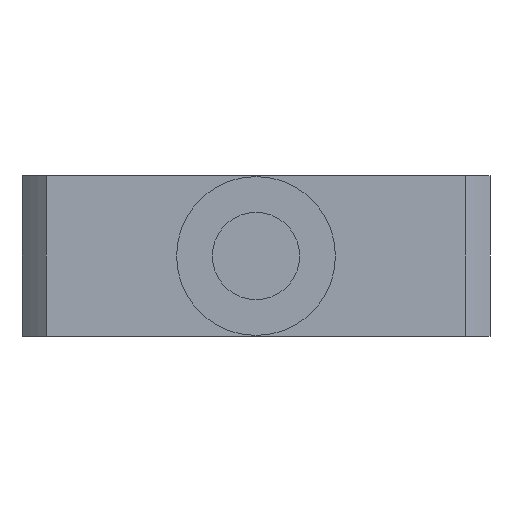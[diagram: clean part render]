
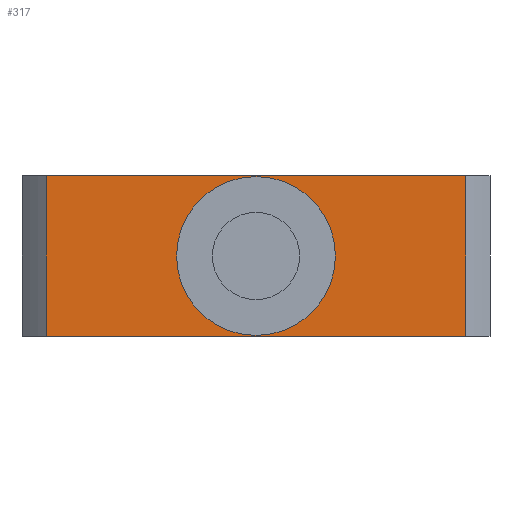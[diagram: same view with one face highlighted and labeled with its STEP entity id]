
A CAD part, left-side view. The second image highlights one B-rep face of the part: STEP entity #317.
In plain terms, the highlighted planar face has unit normal (-1, 0, 0).
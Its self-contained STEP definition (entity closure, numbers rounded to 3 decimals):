
#3 = CARTESIAN_POINT ( 'NONE',  ( -67., -22.75, 23. ) ) ;
#4 = CARTESIAN_POINT ( 'NONE',  ( -67., 22.75, 23. ) ) ;
#29 = CARTESIAN_POINT ( 'NONE',  ( -67., 60.092, 0. ) ) ;
#107 = DIRECTION ( 'NONE',  ( 0., 0., 1. ) ) ;
#111 = DIRECTION ( 'NONE',  ( 0., -1., 0. ) ) ;
#124 = CARTESIAN_POINT ( 'NONE',  ( -67., -60.092, 46. ) ) ;
#125 = CARTESIAN_POINT ( 'NONE',  ( -67., 60.092, 0. ) ) ;
#171 = CARTESIAN_POINT ( 'NONE',  ( -67., -60.092, 0. ) ) ;
#187 = CARTESIAN_POINT ( 'NONE',  ( -67., -67., 0. ) ) ;
#206 = CARTESIAN_POINT ( 'NONE',  ( -67., 60.092, 46. ) ) ;
#264 = AXIS2_PLACEMENT_3D ( 'NONE', #1212, #1219, #1225 ) ;
#317 = ADVANCED_FACE ( 'NONE', ( #521, #526 ), #1173, .F. ) ;
#364 = ORIENTED_EDGE ( 'NONE', *, *, #820, .T. ) ;
#381 = ORIENTED_EDGE ( 'NONE', *, *, #859, .F. ) ;
#386 = EDGE_LOOP ( 'NONE', ( #381, #364, #389, #407 ) ) ;
#389 = ORIENTED_EDGE ( 'NONE', *, *, #789, .F. ) ;
#401 = ORIENTED_EDGE ( 'NONE', *, *, #755, .T. ) ;
#402 = ORIENTED_EDGE ( 'NONE', *, *, #812, .T. ) ;
#407 = ORIENTED_EDGE ( 'NONE', *, *, #774, .F. ) ;
#521 = FACE_BOUND ( 'NONE', #1317, .T. ) ;
#526 = FACE_OUTER_BOUND ( 'NONE', #386, .T. ) ;
#607 = CIRCLE ( 'NONE', #753, 22.75 ) ;
#618 = LINE ( 'NONE', #1230, #622 ) ;
#622 = VECTOR ( 'NONE', #1217, 1000. ) ;
#632 = VECTOR ( 'NONE', #920, 1000. ) ;
#638 = LINE ( 'NONE', #896, #632 ) ;
#663 = CIRCLE ( 'NONE', #264, 22.75 ) ;
#666 = LINE ( 'NONE', #187, #671 ) ;
#671 = VECTOR ( 'NONE', #111, 1000. ) ;
#700 = LINE ( 'NONE', #125, #706 ) ;
#706 = VECTOR ( 'NONE', #107, 1000. ) ;
#753 = AXIS2_PLACEMENT_3D ( 'NONE', #1158, #1159, #1161 ) ;
#755 = EDGE_CURVE ( 'NONE', #1008, #1006, #607, .T. ) ;
#774 = EDGE_CURVE ( 'NONE', #952, #973, #618, .T. ) ;
#789 = EDGE_CURVE ( 'NONE', #973, #1023, #638, .T. ) ;
#812 = EDGE_CURVE ( 'NONE', #1006, #1008, #663, .T. ) ;
#820 = EDGE_CURVE ( 'NONE', #1024, #1023, #666, .T. ) ;
#851 = AXIS2_PLACEMENT_3D ( 'NONE', #1175, #1172, #1170 ) ;
#859 = EDGE_CURVE ( 'NONE', #1024, #952, #700, .T. ) ;
#896 = CARTESIAN_POINT ( 'NONE',  ( -67., -60.092, 0. ) ) ;
#920 = DIRECTION ( 'NONE',  ( 0., 0., -1. ) ) ;
#952 = VERTEX_POINT ( 'NONE', #206 ) ;
#973 = VERTEX_POINT ( 'NONE', #124 ) ;
#1006 = VERTEX_POINT ( 'NONE', #4 ) ;
#1008 = VERTEX_POINT ( 'NONE', #3 ) ;
#1023 = VERTEX_POINT ( 'NONE', #171 ) ;
#1024 = VERTEX_POINT ( 'NONE', #29 ) ;
#1158 = CARTESIAN_POINT ( 'NONE',  ( -67., 0., 23. ) ) ;
#1159 = DIRECTION ( 'NONE',  ( 1., 0., 0. ) ) ;
#1161 = DIRECTION ( 'NONE',  ( 0., 1., 0. ) ) ;
#1170 = DIRECTION ( 'NONE',  ( 0., 0., -1. ) ) ;
#1172 = DIRECTION ( 'NONE',  ( 1., 0., 0. ) ) ;
#1173 = PLANE ( 'NONE',  #851 ) ;
#1175 = CARTESIAN_POINT ( 'NONE',  ( -67., -67., 46. ) ) ;
#1212 = CARTESIAN_POINT ( 'NONE',  ( -67., 0., 23. ) ) ;
#1217 = DIRECTION ( 'NONE',  ( 0., -1., 0. ) ) ;
#1219 = DIRECTION ( 'NONE',  ( 1., 0., 0. ) ) ;
#1225 = DIRECTION ( 'NONE',  ( 0., 1., 0. ) ) ;
#1230 = CARTESIAN_POINT ( 'NONE',  ( -67., -67., 46. ) ) ;
#1317 = EDGE_LOOP ( 'NONE', ( #402, #401 ) ) ;
